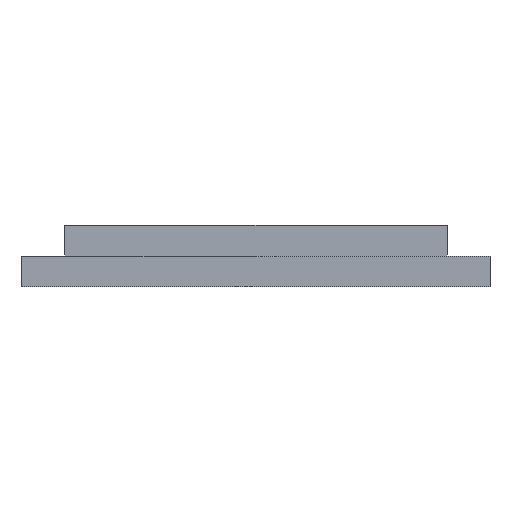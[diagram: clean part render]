
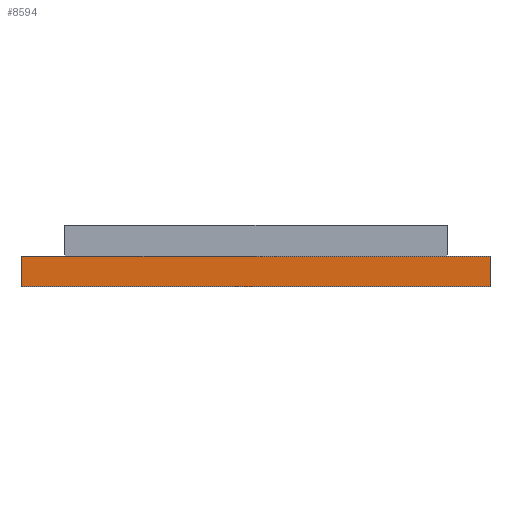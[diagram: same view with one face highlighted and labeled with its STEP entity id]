
A CAD part, front view. The second image highlights one B-rep face of the part: STEP entity #8594.
In plain terms, the highlighted planar face has unit normal (0, -1, 0).
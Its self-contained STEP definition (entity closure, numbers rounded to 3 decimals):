
#140 = LINE ( 'NONE', #10329, #1585 ) ;
#318 = VERTEX_POINT ( 'NONE', #10049 ) ;
#721 = CARTESIAN_POINT ( 'NONE',  ( -12.25, -14.07, 1.6 ) ) ;
#1267 = ORIENTED_EDGE ( 'NONE', *, *, #5670, .F. ) ;
#1585 = VECTOR ( 'NONE', #3550, 1000. ) ;
#1732 = EDGE_CURVE ( 'NONE', #9639, #318, #9185, .T. ) ;
#1875 = DIRECTION ( 'NONE',  ( 0., 0., -1. ) ) ;
#1912 = LINE ( 'NONE', #6122, #3108 ) ;
#2354 = DIRECTION ( 'NONE',  ( 0., 1., 0. ) ) ;
#2367 = VERTEX_POINT ( 'NONE', #3995 ) ;
#2463 = DIRECTION ( 'NONE',  ( 1., 0., 0. ) ) ;
#3108 = VECTOR ( 'NONE', #9515, 1000. ) ;
#3187 = FACE_OUTER_BOUND ( 'NONE', #6522, .T. ) ;
#3437 = CARTESIAN_POINT ( 'NONE',  ( 12.25, -14.07, 0. ) ) ;
#3550 = DIRECTION ( 'NONE',  ( 1., 0., 0. ) ) ;
#3995 = CARTESIAN_POINT ( 'NONE',  ( -12.25, -14.07, 0. ) ) ;
#4136 = EDGE_CURVE ( 'NONE', #2367, #4850, #140, .T. ) ;
#4430 = ORIENTED_EDGE ( 'NONE', *, *, #4136, .T. ) ;
#4571 = AXIS2_PLACEMENT_3D ( 'NONE', #9955, #2354, #4675 ) ;
#4675 = DIRECTION ( 'NONE',  ( 0., 0., 1. ) ) ;
#4850 = VERTEX_POINT ( 'NONE', #3437 ) ;
#5156 = EDGE_CURVE ( 'NONE', #9639, #2367, #5653, .T. ) ;
#5653 = LINE ( 'NONE', #9042, #6458 ) ;
#5670 = EDGE_CURVE ( 'NONE', #318, #4850, #1912, .T. ) ;
#6122 = CARTESIAN_POINT ( 'NONE',  ( 12.25, -14.07, 1.6 ) ) ;
#6458 = VECTOR ( 'NONE', #1875, 1000. ) ;
#6522 = EDGE_LOOP ( 'NONE', ( #4430, #1267, #10406, #8181 ) ) ;
#6563 = PLANE ( 'NONE',  #4571 ) ;
#8181 = ORIENTED_EDGE ( 'NONE', *, *, #5156, .T. ) ;
#8594 = ADVANCED_FACE ( 'NONE', ( #3187 ), #6563, .F. ) ;
#8974 = VECTOR ( 'NONE', #2463, 1000. ) ;
#9042 = CARTESIAN_POINT ( 'NONE',  ( -12.25, -14.07, 1.6 ) ) ;
#9185 = LINE ( 'NONE', #721, #8974 ) ;
#9515 = DIRECTION ( 'NONE',  ( 0., 0., -1. ) ) ;
#9639 = VERTEX_POINT ( 'NONE', #10067 ) ;
#9955 = CARTESIAN_POINT ( 'NONE',  ( -12.25, -14.07, 1.6 ) ) ;
#10049 = CARTESIAN_POINT ( 'NONE',  ( 12.25, -14.07, 1.6 ) ) ;
#10067 = CARTESIAN_POINT ( 'NONE',  ( -12.25, -14.07, 1.6 ) ) ;
#10329 = CARTESIAN_POINT ( 'NONE',  ( -12.25, -14.07, 0. ) ) ;
#10406 = ORIENTED_EDGE ( 'NONE', *, *, #1732, .F. ) ;
